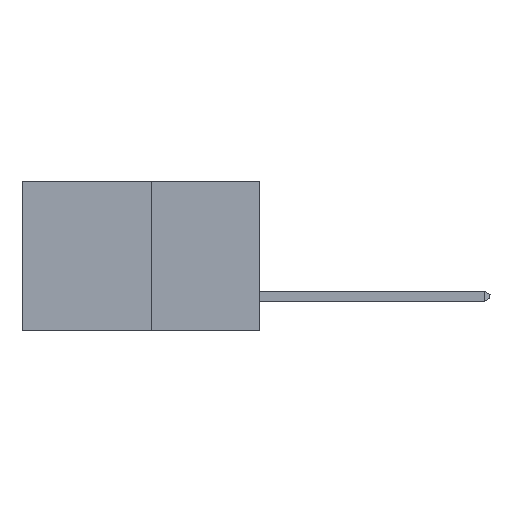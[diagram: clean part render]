
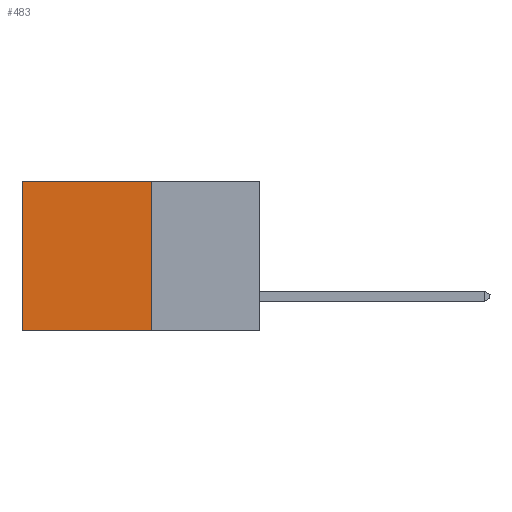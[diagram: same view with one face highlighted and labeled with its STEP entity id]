
A CAD part, left-side view. The second image highlights one B-rep face of the part: STEP entity #483.
In plain terms, the highlighted planar face has unit normal (-1, 0, 0).
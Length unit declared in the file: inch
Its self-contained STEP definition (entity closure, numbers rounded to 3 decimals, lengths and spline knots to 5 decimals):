
#483 = ADVANCED_FACE ( 'NONE', ( #26634 ), #7465, .F. ) ;
#1437 = DIRECTION ( 'NONE',  ( 0., 0., -1. ) ) ;
#1971 = DIRECTION ( 'NONE',  ( 0., 1., 0. ) ) ;
#2358 = CARTESIAN_POINT ( 'NONE',  ( 0.277, 0.27, -0.37 ) ) ;
#3210 = CARTESIAN_POINT ( 'NONE',  ( 0.277, 0.59, 0. ) ) ;
#3674 = VERTEX_POINT ( 'NONE', #20348 ) ;
#5072 = VECTOR ( 'NONE', #30926, 39.37008 ) ;
#5150 = VERTEX_POINT ( 'NONE', #25712 ) ;
#7465 = PLANE ( 'NONE',  #23134 ) ;
#8482 = VECTOR ( 'NONE', #22519, 39.37008 ) ;
#8490 = VERTEX_POINT ( 'NONE', #3210 ) ;
#8604 = VECTOR ( 'NONE', #1971, 39.37008 ) ;
#10208 = CARTESIAN_POINT ( 'NONE',  ( 0.277, 0.27, -0.37 ) ) ;
#11803 = ORIENTED_EDGE ( 'NONE', *, *, #27574, .T. ) ;
#12571 = ORIENTED_EDGE ( 'NONE', *, *, #23123, .F. ) ;
#12684 = CARTESIAN_POINT ( 'NONE',  ( 0.277, 0.59, -0.37 ) ) ;
#12870 = ORIENTED_EDGE ( 'NONE', *, *, #26104, .F. ) ;
#13963 = VERTEX_POINT ( 'NONE', #19224 ) ;
#14882 = ORIENTED_EDGE ( 'NONE', *, *, #26650, .T. ) ;
#15567 = EDGE_LOOP ( 'NONE', ( #11803, #12571, #12870, #14882 ) ) ;
#15776 = LINE ( 'NONE', #12684, #8482 ) ;
#16672 = CARTESIAN_POINT ( 'NONE',  ( 0.277, 0.27, -0.37 ) ) ;
#19224 = CARTESIAN_POINT ( 'NONE',  ( 0.277, 0.27, -0.37 ) ) ;
#19527 = DIRECTION ( 'NONE',  ( 0., 0., -1. ) ) ;
#20348 = CARTESIAN_POINT ( 'NONE',  ( 0.277, 0.59, -0.37 ) ) ;
#22519 = DIRECTION ( 'NONE',  ( 0., 0., -1. ) ) ;
#23123 = EDGE_CURVE ( 'NONE', #13963, #3674, #27239, .T. ) ;
#23134 = AXIS2_PLACEMENT_3D ( 'NONE', #10208, #31007, #1437 ) ;
#24585 = LINE ( 'NONE', #28526, #5072 ) ;
#25712 = CARTESIAN_POINT ( 'NONE',  ( 0.277, 0.27, 0. ) ) ;
#26104 = EDGE_CURVE ( 'NONE', #5150, #13963, #31138, .T. ) ;
#26325 = VECTOR ( 'NONE', #19527, 39.37008 ) ;
#26634 = FACE_OUTER_BOUND ( 'NONE', #15567, .T. ) ;
#26650 = EDGE_CURVE ( 'NONE', #5150, #8490, #24585, .T. ) ;
#27239 = LINE ( 'NONE', #16672, #8604 ) ;
#27574 = EDGE_CURVE ( 'NONE', #8490, #3674, #15776, .T. ) ;
#28526 = CARTESIAN_POINT ( 'NONE',  ( 0.277, 0.27, 0. ) ) ;
#30926 = DIRECTION ( 'NONE',  ( 0., 1., 0. ) ) ;
#31007 = DIRECTION ( 'NONE',  ( 1., 0., 0. ) ) ;
#31138 = LINE ( 'NONE', #2358, #26325 ) ;
